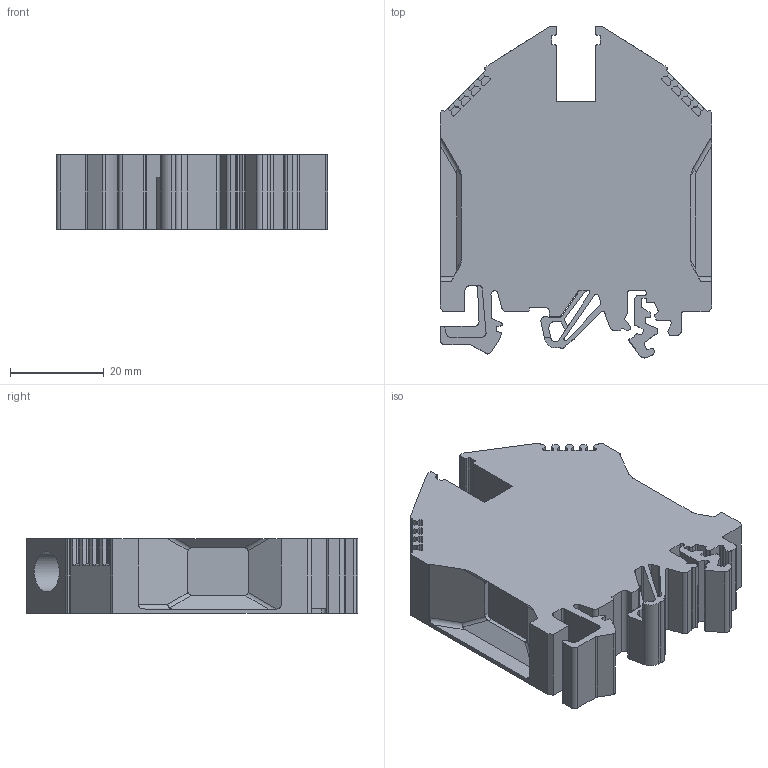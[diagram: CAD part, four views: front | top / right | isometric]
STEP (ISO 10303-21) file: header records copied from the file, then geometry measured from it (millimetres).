
FILE_DESCRIPTION(/* description */ (''),/* implementation_level */ '2;1');
FILE_NAME(/* name */ '1052_2_RK35_TS35_iso.stp',/* time_stamp */ '2010-06-15T11:07:05+02:00',/* author */ (''),/* organization */ (''),/* preprocessor_version */ 'ST-DEVELOPER v11',/* originating_system */ 'SIEMENS UGS NX 6.0',/* authorisation */ '');
FILE_SCHEMA (('AUTOMOTIVE_DESIGN { 1 0 10303 214 1 1 1 1 }'));
Length unit declared in the file: millimetre
Products named in the file (1): rk35info
Bounding box: 58 x 70.85 x 15.9 mm (x, y, z)
Volume: 40362.8 mm3; surface area: 16116.1 mm2
Topology: 1 solids, 1 shells, 471 faces, 1365 edges, 902 vertices
Faces by surface type: plane 290, cylinder 175, extrusion 5, bspline 1
Full cylindrical faces by diameter (mm): 8.5 x2
Entity records: 15746 total; most frequent: CARTESIAN_POINT 2837, ORIENTED_EDGE 2722, DIRECTION 2653, EDGE_CURVE 1361, VECTOR 1001, LINE 996, VERTEX_POINT 900, AXIS2_PLACEMENT_3D 826
